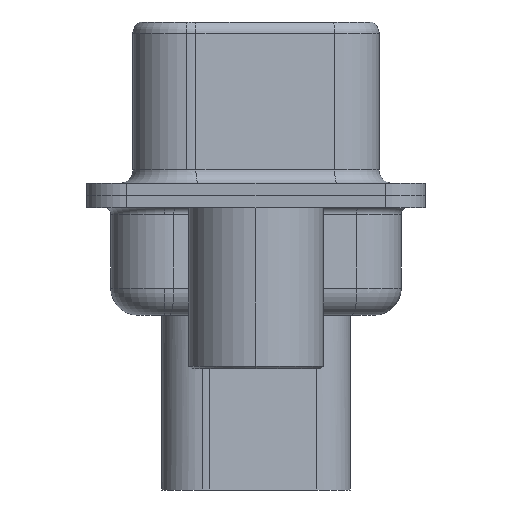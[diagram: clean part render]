
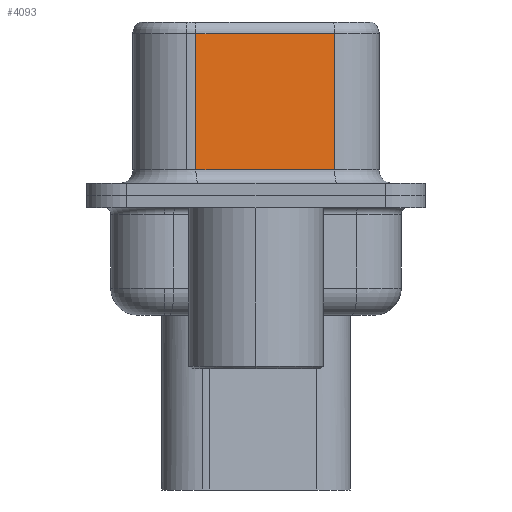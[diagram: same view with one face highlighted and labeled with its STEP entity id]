
A CAD part, left-side view. The second image highlights one B-rep face of the part: STEP entity #4093.
In plain terms, the highlighted planar face has unit normal (-0.985, -0.174, 0).
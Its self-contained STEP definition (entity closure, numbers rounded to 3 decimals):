
#136 = DIRECTION ( 'NONE',  ( -0.174, 0.985, 0. ) ) ;
#542 = DIRECTION ( 'NONE',  ( -0.174, 0.985, 0. ) ) ;
#829 = CARTESIAN_POINT ( 'NONE',  ( 4.575, -2.927, 6.52 ) ) ;
#1030 = ORIENTED_EDGE ( 'NONE', *, *, #11788, .T. ) ;
#1714 = ORIENTED_EDGE ( 'NONE', *, *, #1888, .T. ) ;
#1888 = EDGE_CURVE ( 'NONE', #3858, #6774, #11424, .T. ) ;
#2370 = CARTESIAN_POINT ( 'NONE',  ( 4.575, -2.927, 6.02 ) ) ;
#3858 = VERTEX_POINT ( 'NONE', #12643 ) ;
#3993 = VECTOR ( 'NONE', #12390, 1000. ) ;
#4093 = ADVANCED_FACE ( 'NONE', ( #7189 ), #12096, .F. ) ;
#4384 = DIRECTION ( 'NONE',  ( 0., 0., -1. ) ) ;
#5180 = CARTESIAN_POINT ( 'NONE',  ( 4.575, -2.927, 6.52 ) ) ;
#5302 = VERTEX_POINT ( 'NONE', #11129 ) ;
#5637 = VECTOR ( 'NONE', #4384, 1000. ) ;
#5874 = LINE ( 'NONE', #829, #6812 ) ;
#6370 = ORIENTED_EDGE ( 'NONE', *, *, #9651, .F. ) ;
#6430 = LINE ( 'NONE', #8238, #7116 ) ;
#6750 = EDGE_CURVE ( 'NONE', #9672, #5302, #6430, .T. ) ;
#6774 = VERTEX_POINT ( 'NONE', #7526 ) ;
#6812 = VECTOR ( 'NONE', #12769, 1000. ) ;
#7116 = VECTOR ( 'NONE', #542, 1000. ) ;
#7189 = FACE_OUTER_BOUND ( 'NONE', #8807, .T. ) ;
#7316 = CARTESIAN_POINT ( 'NONE',  ( 3.665, 2.233, 6.52 ) ) ;
#7526 = CARTESIAN_POINT ( 'NONE',  ( 4.575, -2.927, 0.95 ) ) ;
#7792 = ORIENTED_EDGE ( 'NONE', *, *, #6750, .T. ) ;
#7934 = AXIS2_PLACEMENT_3D ( 'NONE', #5180, #8283, #136 ) ;
#8090 = LINE ( 'NONE', #7316, #5637 ) ;
#8238 = CARTESIAN_POINT ( 'NONE',  ( 4.575, -2.927, 6.02 ) ) ;
#8283 = DIRECTION ( 'NONE',  ( 0.985, 0.174, 0. ) ) ;
#8807 = EDGE_LOOP ( 'NONE', ( #6370, #7792, #1030, #1714 ) ) ;
#9432 = CARTESIAN_POINT ( 'NONE',  ( 4.575, -2.927, 0.95 ) ) ;
#9651 = EDGE_CURVE ( 'NONE', #9672, #6774, #5874, .T. ) ;
#9672 = VERTEX_POINT ( 'NONE', #2370 ) ;
#11129 = CARTESIAN_POINT ( 'NONE',  ( 3.665, 2.233, 6.02 ) ) ;
#11424 = LINE ( 'NONE', #9432, #3993 ) ;
#11788 = EDGE_CURVE ( 'NONE', #5302, #3858, #8090, .T. ) ;
#12096 = PLANE ( 'NONE',  #7934 ) ;
#12390 = DIRECTION ( 'NONE',  ( 0.174, -0.985, 0. ) ) ;
#12643 = CARTESIAN_POINT ( 'NONE',  ( 3.665, 2.233, 0.95 ) ) ;
#12769 = DIRECTION ( 'NONE',  ( 0., 0., -1. ) ) ;
